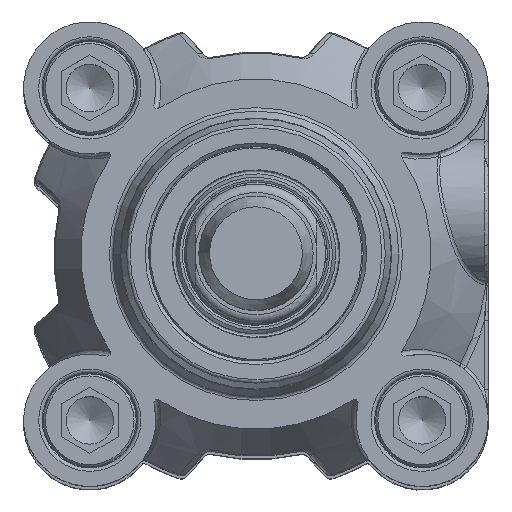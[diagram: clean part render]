
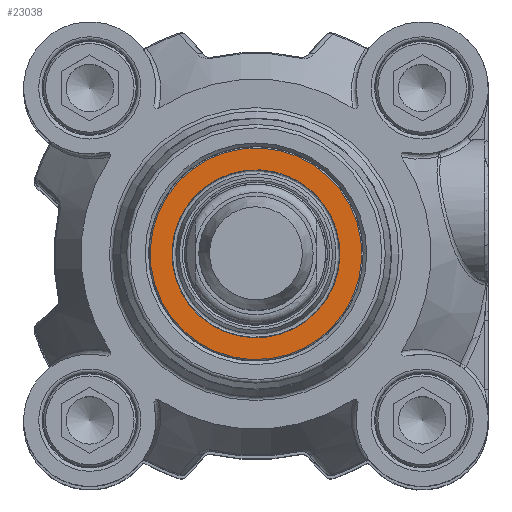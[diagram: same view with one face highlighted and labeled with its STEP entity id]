
A CAD part, top view. The second image highlights one B-rep face of the part: STEP entity #23038.
In plain terms, the highlighted planar face has unit normal (0, 0, 1).
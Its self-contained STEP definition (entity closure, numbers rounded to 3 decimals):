
#22827=CARTESIAN_POINT('',(-10.843,10.073,63.795));
#22828=VERTEX_POINT('',#22827);
#22829=CARTESIAN_POINT('',(0.,0.,63.795));
#22830=DIRECTION('',(0.0,0.0,1.0));
#22831=DIRECTION('',(-0.733,0.681,0.0));
#22832=AXIS2_PLACEMENT_3D('',#22829,#22830,#22831);
#22833=CIRCLE('',#22832,14.8);
#22834=EDGE_CURVE('',#22828,#22828,#22833,.T.);
#22855=CARTESIAN_POINT('',(-8.609,7.997,63.795));
#22856=VERTEX_POINT('',#22855);
#22857=CARTESIAN_POINT('',(0.,0.,63.795));
#22858=DIRECTION('',(0.0,0.0,1.0));
#22859=DIRECTION('',(-0.733,0.681,0.0));
#22860=AXIS2_PLACEMENT_3D('',#22857,#22858,#22859);
#22861=CIRCLE('',#22860,11.75);
#22862=EDGE_CURVE('',#22856,#22856,#22861,.T.);
#23027=CARTESIAN_POINT('',(-10.073,-10.843,63.795));
#23028=DIRECTION('',(0.0,0.0,-1.0));
#23029=DIRECTION('',(-1.0,0.0,0.0));
#23030=AXIS2_PLACEMENT_3D('',#23027,#23028,#23029);
#23031=PLANE('',#23030);
#23032=ORIENTED_EDGE('',*,*,#22834,.T.);
#23033=EDGE_LOOP('',(#23032));
#23034=FACE_OUTER_BOUND('',#23033,.T.);
#23035=ORIENTED_EDGE('',*,*,#22862,.F.);
#23036=EDGE_LOOP('',(#23035));
#23037=FACE_BOUND('',#23036,.T.);
#23038=ADVANCED_FACE('',(#23034,#23037),#23031,.F.);
